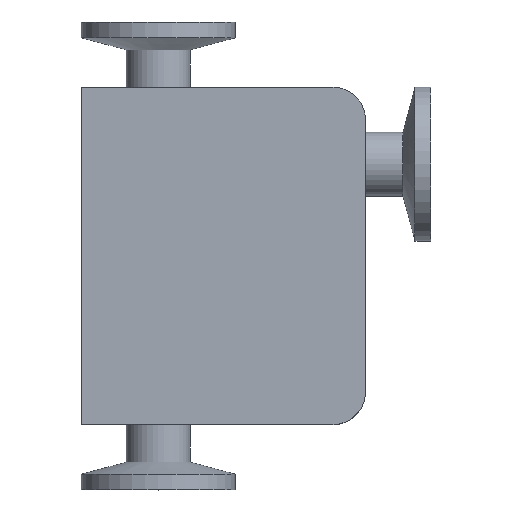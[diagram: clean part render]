
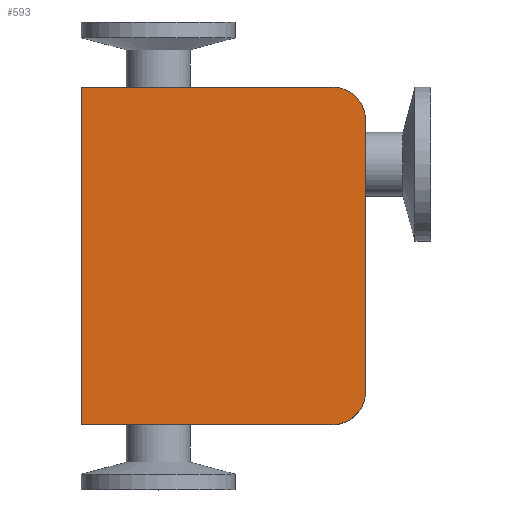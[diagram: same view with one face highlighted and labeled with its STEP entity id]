
A CAD part, top view. The second image highlights one B-rep face of the part: STEP entity #593.
In plain terms, the highlighted planar face has unit normal (0, 0, 1).
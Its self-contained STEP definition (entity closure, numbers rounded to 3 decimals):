
#44 = PLANE('',#45);
#45 = AXIS2_PLACEMENT_3D('',#46,#47,#48);
#46 = CARTESIAN_POINT('',(40.386,-50.8,-14.986));
#47 = DIRECTION('',(1.,0.,0.));
#48 = DIRECTION('',(0.,0.,1.));
#73 = CYLINDRICAL_SURFACE('',#74,6.35);
#74 = AXIS2_PLACEMENT_3D('',#75,#76,#77);
#75 = CARTESIAN_POINT('',(34.036,8.636,-14.986));
#76 = DIRECTION('',(0.,0.,1.));
#77 = DIRECTION('',(1.,0.,-0.));
#101 = PLANE('',#102);
#102 = AXIS2_PLACEMENT_3D('',#103,#104,#105);
#103 = CARTESIAN_POINT('',(-14.986,14.986,-14.986));
#104 = DIRECTION('',(0.,1.,0.));
#105 = DIRECTION('',(0.,0.,1.));
#129 = PLANE('',#130);
#130 = AXIS2_PLACEMENT_3D('',#131,#132,#133);
#131 = CARTESIAN_POINT('',(-14.986,-50.8,-14.986));
#132 = DIRECTION('',(1.,0.,0.));
#133 = DIRECTION('',(0.,0.,1.));
#157 = PLANE('',#158);
#158 = AXIS2_PLACEMENT_3D('',#159,#160,#161);
#159 = CARTESIAN_POINT('',(-14.986,-50.8,-14.986));
#160 = DIRECTION('',(0.,1.,0.));
#161 = DIRECTION('',(0.,0.,1.));
#184 = CYLINDRICAL_SURFACE('',#185,6.35);
#185 = AXIS2_PLACEMENT_3D('',#186,#187,#188);
#186 = CARTESIAN_POINT('',(34.036,-44.45,-14.986));
#187 = DIRECTION('',(0.,0.,1.));
#188 = DIRECTION('',(0.,-1.,0.));
#199 = EDGE_CURVE('',#200,#202,#204,.T.);
#200 = VERTEX_POINT('',#201);
#201 = CARTESIAN_POINT('',(40.386,-44.45,14.986));
#202 = VERTEX_POINT('',#203);
#203 = CARTESIAN_POINT('',(40.386,8.636,14.986));
#204 = SURFACE_CURVE('',#205,(#209,#216),.PCURVE_S1.);
#205 = LINE('',#206,#207);
#206 = CARTESIAN_POINT('',(40.386,-50.8,14.986));
#207 = VECTOR('',#208,1.);
#208 = DIRECTION('',(0.,1.,0.));
#209 = PCURVE('',#44,#210);
#210 = DEFINITIONAL_REPRESENTATION('',(#211),#215);
#211 = LINE('',#212,#213);
#212 = CARTESIAN_POINT('',(29.972,0.));
#213 = VECTOR('',#214,1.);
#214 = DIRECTION('',(0.,-1.));
#215 = ( GEOMETRIC_REPRESENTATION_CONTEXT(2) 
PARAMETRIC_REPRESENTATION_CONTEXT() REPRESENTATION_CONTEXT('2D SPACE','' ) );
#216 = PCURVE('',#217,#222);
#217 = PLANE('',#218);
#218 = AXIS2_PLACEMENT_3D('',#219,#220,#221);
#219 = CARTESIAN_POINT('',(-14.986,-50.8,14.986));
#220 = DIRECTION('',(0.,0.,1.));
#221 = DIRECTION('',(1.,0.,0.));
#222 = DEFINITIONAL_REPRESENTATION('',(#223),#227);
#223 = LINE('',#224,#225);
#224 = CARTESIAN_POINT('',(55.372,0.));
#225 = VECTOR('',#226,1.);
#226 = DIRECTION('',(0.,1.));
#227 = ( GEOMETRIC_REPRESENTATION_CONTEXT(2) 
PARAMETRIC_REPRESENTATION_CONTEXT() REPRESENTATION_CONTEXT('2D SPACE','' ) );
#308 = VERTEX_POINT('',#309);
#309 = CARTESIAN_POINT('',(34.036,14.986,14.986));
#330 = EDGE_CURVE('',#202,#308,#331,.T.);
#331 = SURFACE_CURVE('',#332,(#337,#344),.PCURVE_S1.);
#332 = CIRCLE('',#333,6.35);
#333 = AXIS2_PLACEMENT_3D('',#334,#335,#336);
#334 = CARTESIAN_POINT('',(34.036,8.636,14.986));
#335 = DIRECTION('',(0.,0.,1.));
#336 = DIRECTION('',(0.,-1.,0.));
#337 = PCURVE('',#73,#338);
#338 = DEFINITIONAL_REPRESENTATION('',(#339),#343);
#339 = LINE('',#340,#341);
#340 = CARTESIAN_POINT('',(-1.571,29.972));
#341 = VECTOR('',#342,1.);
#342 = DIRECTION('',(1.,0.));
#343 = ( GEOMETRIC_REPRESENTATION_CONTEXT(2) 
PARAMETRIC_REPRESENTATION_CONTEXT() REPRESENTATION_CONTEXT('2D SPACE','' ) );
#344 = PCURVE('',#217,#345);
#345 = DEFINITIONAL_REPRESENTATION('',(#346),#350);
#346 = CIRCLE('',#347,6.35);
#347 = AXIS2_PLACEMENT_2D('',#348,#349);
#348 = CARTESIAN_POINT('',(49.022,59.436));
#349 = DIRECTION('',(0.,-1.));
#350 = ( GEOMETRIC_REPRESENTATION_CONTEXT(2) 
PARAMETRIC_REPRESENTATION_CONTEXT() REPRESENTATION_CONTEXT('2D SPACE','' ) );
#358 = EDGE_CURVE('',#359,#200,#361,.T.);
#359 = VERTEX_POINT('',#360);
#360 = CARTESIAN_POINT('',(34.036,-50.8,14.986));
#361 = SURFACE_CURVE('',#362,(#367,#374),.PCURVE_S1.);
#362 = CIRCLE('',#363,6.35);
#363 = AXIS2_PLACEMENT_3D('',#364,#365,#366);
#364 = CARTESIAN_POINT('',(34.036,-44.45,14.986));
#365 = DIRECTION('',(0.,0.,1.));
#366 = DIRECTION('',(0.,-1.,0.));
#367 = PCURVE('',#184,#368);
#368 = DEFINITIONAL_REPRESENTATION('',(#369),#373);
#369 = LINE('',#370,#371);
#370 = CARTESIAN_POINT('',(0.,29.972));
#371 = VECTOR('',#372,1.);
#372 = DIRECTION('',(1.,0.));
#373 = ( GEOMETRIC_REPRESENTATION_CONTEXT(2) 
PARAMETRIC_REPRESENTATION_CONTEXT() REPRESENTATION_CONTEXT('2D SPACE','' ) );
#374 = PCURVE('',#217,#375);
#375 = DEFINITIONAL_REPRESENTATION('',(#376),#380);
#376 = CIRCLE('',#377,6.35);
#377 = AXIS2_PLACEMENT_2D('',#378,#379);
#378 = CARTESIAN_POINT('',(49.022,6.35));
#379 = DIRECTION('',(0.,-1.));
#380 = ( GEOMETRIC_REPRESENTATION_CONTEXT(2) 
PARAMETRIC_REPRESENTATION_CONTEXT() REPRESENTATION_CONTEXT('2D SPACE','' ) );
#408 = VERTEX_POINT('',#409);
#409 = CARTESIAN_POINT('',(-14.986,14.986,14.986));
#430 = EDGE_CURVE('',#408,#308,#431,.T.);
#431 = SURFACE_CURVE('',#432,(#436,#443),.PCURVE_S1.);
#432 = LINE('',#433,#434);
#433 = CARTESIAN_POINT('',(-14.986,14.986,14.986));
#434 = VECTOR('',#435,1.);
#435 = DIRECTION('',(1.,0.,0.));
#436 = PCURVE('',#101,#437);
#437 = DEFINITIONAL_REPRESENTATION('',(#438),#442);
#438 = LINE('',#439,#440);
#439 = CARTESIAN_POINT('',(29.972,0.));
#440 = VECTOR('',#441,1.);
#441 = DIRECTION('',(0.,1.));
#442 = ( GEOMETRIC_REPRESENTATION_CONTEXT(2) 
PARAMETRIC_REPRESENTATION_CONTEXT() REPRESENTATION_CONTEXT('2D SPACE','' ) );
#443 = PCURVE('',#217,#444);
#444 = DEFINITIONAL_REPRESENTATION('',(#445),#449);
#445 = LINE('',#446,#447);
#446 = CARTESIAN_POINT('',(0.,65.786));
#447 = VECTOR('',#448,1.);
#448 = DIRECTION('',(1.,0.));
#449 = ( GEOMETRIC_REPRESENTATION_CONTEXT(2) 
PARAMETRIC_REPRESENTATION_CONTEXT() REPRESENTATION_CONTEXT('2D SPACE','' ) );
#488 = VERTEX_POINT('',#489);
#489 = CARTESIAN_POINT('',(-14.986,-50.8,14.986));
#510 = EDGE_CURVE('',#488,#359,#511,.T.);
#511 = SURFACE_CURVE('',#512,(#516,#523),.PCURVE_S1.);
#512 = LINE('',#513,#514);
#513 = CARTESIAN_POINT('',(-14.986,-50.8,14.986));
#514 = VECTOR('',#515,1.);
#515 = DIRECTION('',(1.,0.,0.));
#516 = PCURVE('',#157,#517);
#517 = DEFINITIONAL_REPRESENTATION('',(#518),#522);
#518 = LINE('',#519,#520);
#519 = CARTESIAN_POINT('',(29.972,0.));
#520 = VECTOR('',#521,1.);
#521 = DIRECTION('',(0.,1.));
#522 = ( GEOMETRIC_REPRESENTATION_CONTEXT(2) 
PARAMETRIC_REPRESENTATION_CONTEXT() REPRESENTATION_CONTEXT('2D SPACE','' ) );
#523 = PCURVE('',#217,#524);
#524 = DEFINITIONAL_REPRESENTATION('',(#525),#529);
#525 = LINE('',#526,#527);
#526 = CARTESIAN_POINT('',(0.,0.));
#527 = VECTOR('',#528,1.);
#528 = DIRECTION('',(1.,0.));
#529 = ( GEOMETRIC_REPRESENTATION_CONTEXT(2) 
PARAMETRIC_REPRESENTATION_CONTEXT() REPRESENTATION_CONTEXT('2D SPACE','' ) );
#573 = EDGE_CURVE('',#488,#408,#574,.T.);
#574 = SURFACE_CURVE('',#575,(#579,#586),.PCURVE_S1.);
#575 = LINE('',#576,#577);
#576 = CARTESIAN_POINT('',(-14.986,-50.8,14.986));
#577 = VECTOR('',#578,1.);
#578 = DIRECTION('',(0.,1.,0.));
#579 = PCURVE('',#129,#580);
#580 = DEFINITIONAL_REPRESENTATION('',(#581),#585);
#581 = LINE('',#582,#583);
#582 = CARTESIAN_POINT('',(29.972,0.));
#583 = VECTOR('',#584,1.);
#584 = DIRECTION('',(0.,-1.));
#585 = ( GEOMETRIC_REPRESENTATION_CONTEXT(2) 
PARAMETRIC_REPRESENTATION_CONTEXT() REPRESENTATION_CONTEXT('2D SPACE','' ) );
#586 = PCURVE('',#217,#587);
#587 = DEFINITIONAL_REPRESENTATION('',(#588),#592);
#588 = LINE('',#589,#590);
#589 = CARTESIAN_POINT('',(0.,0.));
#590 = VECTOR('',#591,1.);
#591 = DIRECTION('',(0.,1.));
#592 = ( GEOMETRIC_REPRESENTATION_CONTEXT(2) 
PARAMETRIC_REPRESENTATION_CONTEXT() REPRESENTATION_CONTEXT('2D SPACE','' ) );
#593 = ADVANCED_FACE('block_left',(#594),#217,.T.);
#594 = FACE_BOUND('',#595,.T.);
#595 = EDGE_LOOP('',(#596,#597,#598,#599,#600,#601));
#596 = ORIENTED_EDGE('',*,*,#199,.T.);
#597 = ORIENTED_EDGE('',*,*,#330,.T.);
#598 = ORIENTED_EDGE('',*,*,#430,.F.);
#599 = ORIENTED_EDGE('',*,*,#573,.F.);
#600 = ORIENTED_EDGE('',*,*,#510,.T.);
#601 = ORIENTED_EDGE('',*,*,#358,.T.);
